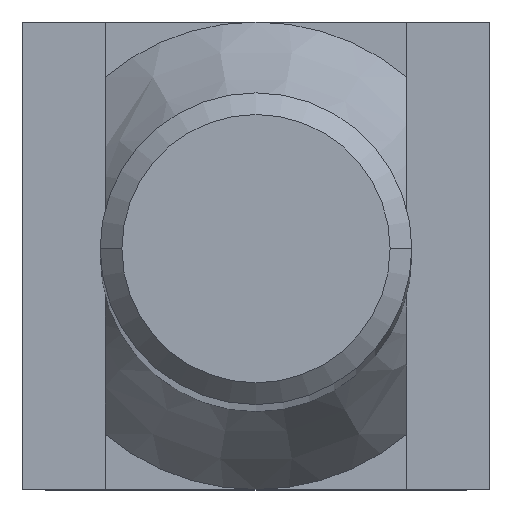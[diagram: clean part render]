
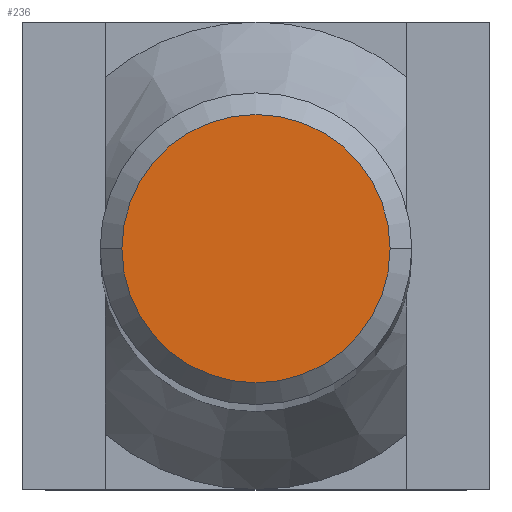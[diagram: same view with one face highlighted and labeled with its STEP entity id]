
A CAD part, top view. The second image highlights one B-rep face of the part: STEP entity #236.
In plain terms, the highlighted planar face has unit normal (0, 0, 1).
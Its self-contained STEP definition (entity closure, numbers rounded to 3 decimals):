
#162=EDGE_CURVE('',#168,#358,#404,.T.);
#168=VERTEX_POINT('',#410);
#236=ADVANCED_FACE('',(#488),#489,.T.);
#312=EDGE_CURVE('',#358,#168,#567,.T.);
#358=VERTEX_POINT('',#622);
#404=CIRCLE('',#678,5.165);
#410=CARTESIAN_POINT('',(5.165,0.0,160.0));
#488=FACE_OUTER_BOUND('',#804,.T.);
#489=PLANE('',#805);
#567=CIRCLE('',#937,5.165);
#622=CARTESIAN_POINT('',(-5.165,0.,160.0));
#678=AXIS2_PLACEMENT_3D('',#1028,#1029,#1030);
#804=EDGE_LOOP('',(#1138,#1139));
#805=AXIS2_PLACEMENT_3D('',#1140,#1141,#1142);
#937=AXIS2_PLACEMENT_3D('',#1188,#1189,#1190);
#1028=CARTESIAN_POINT('',(0.0,0.0,160.0));
#1029=DIRECTION('',(0.0,0.0,1.0));
#1030=DIRECTION('',(1.0,0.0,0.0));
#1138=ORIENTED_EDGE('',*,*,#162,.T.);
#1139=ORIENTED_EDGE('',*,*,#312,.T.);
#1140=CARTESIAN_POINT('',(0.0,0.0,160.0));
#1141=DIRECTION('',(0.0,0.0,1.0));
#1142=DIRECTION('',(1.0,0.0,0.0));
#1188=CARTESIAN_POINT('',(0.0,0.0,160.0));
#1189=DIRECTION('',(0.0,0.0,1.0));
#1190=DIRECTION('',(1.0,0.0,0.0));
